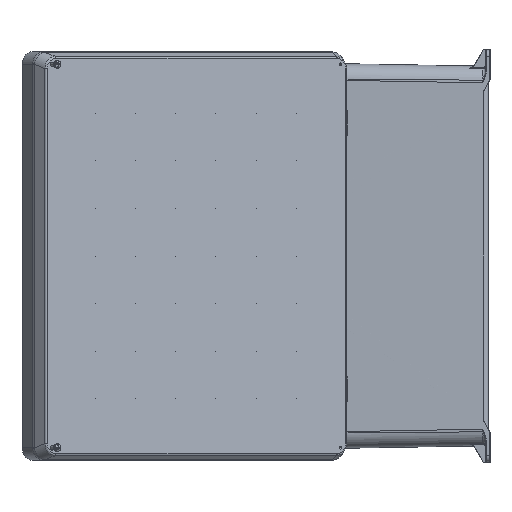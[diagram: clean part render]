
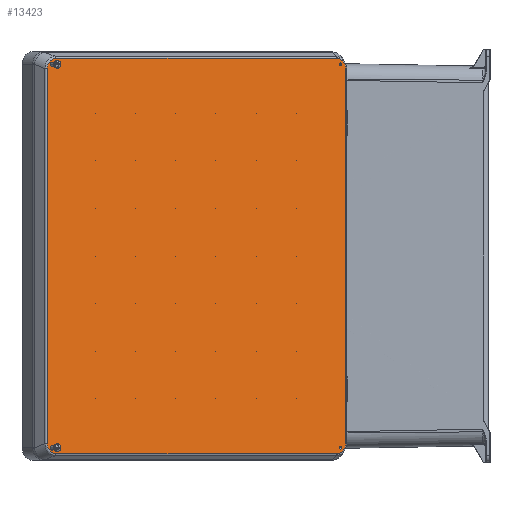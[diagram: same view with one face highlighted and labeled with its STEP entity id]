
A CAD part, left-side view. The second image highlights one B-rep face of the part: STEP entity #13423.
In plain terms, the highlighted face is planar.
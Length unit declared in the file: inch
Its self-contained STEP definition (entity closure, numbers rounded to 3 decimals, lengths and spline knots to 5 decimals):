
#320 = CARTESIAN_POINT ( 'NONE',  ( -8.34292, 0., -0.50629 ) ) ;
#414 = EDGE_CURVE ( 'NONE', #26221, #26221, #3991, .T. ) ;
#449 = AXIS2_PLACEMENT_3D ( 'NONE', #29478, #12808, #32267 ) ;
#545 = VERTEX_POINT ( 'NONE', #16756 ) ;
#1118 = CARTESIAN_POINT ( 'NONE',  ( -8.05906, 0., -0.59843 ) ) ;
#1369 = VECTOR ( 'NONE', #10917, 39.37008 ) ;
#1398 = LINE ( 'NONE', #19216, #1369 ) ;
#1999 = EDGE_LOOP ( 'NONE', ( #31925 ) ) ;
#2345 = ORIENTED_EDGE ( 'NONE', *, *, #7733, .F. ) ;
#2421 = DIRECTION ( 'NONE',  ( 0., -1., 0. ) ) ;
#2698 = CARTESIAN_POINT ( 'NONE',  ( -8.05906, 0., -0.71063 ) ) ;
#3499 = EDGE_CURVE ( 'NONE', #545, #545, #11069, .T. ) ;
#3594 = VERTEX_POINT ( 'NONE', #14697 ) ;
#3991 = CIRCLE ( 'NONE', #14122, 0.1122 ) ;
#4121 = CARTESIAN_POINT ( 'NONE',  ( 8.34292, 0., -18.52487 ) ) ;
#4167 = FACE_BOUND ( 'NONE', #31939, .T. ) ;
#4185 = FACE_BOUND ( 'NONE', #33528, .T. ) ;
#4218 = FACE_BOUND ( 'NONE', #1999, .T. ) ;
#4290 = FACE_BOUND ( 'NONE', #12459, .T. ) ;
#4367 = EDGE_CURVE ( 'NONE', #25263, #34185, #1398, .T. ) ;
#4607 = CIRCLE ( 'NONE', #449, 0.1122 ) ;
#4686 = FACE_OUTER_BOUND ( 'NONE', #18249, .T. ) ;
#5539 = LINE ( 'NONE', #14288, #5911 ) ;
#5911 = VECTOR ( 'NONE', #8855, 39.37008 ) ;
#6214 = CARTESIAN_POINT ( 'NONE',  ( -8.34292, 0., -18.52487 ) ) ;
#6683 = ORIENTED_EDGE ( 'NONE', *, *, #14507, .T. ) ;
#7123 = DIRECTION ( 'NONE',  ( 0., 0., 1. ) ) ;
#7733 = EDGE_CURVE ( 'NONE', #14831, #19836, #35656, .T. ) ;
#8179 = CARTESIAN_POINT ( 'NONE',  ( 8.34292, 0., -0.81219 ) ) ;
#8487 = EDGE_CURVE ( 'NONE', #3594, #3594, #25151, .T. ) ;
#8726 = CARTESIAN_POINT ( 'NONE',  ( -7.86739, 0., -0.31456 ) ) ;
#8855 = DIRECTION ( 'NONE',  ( -1., 0., 0. ) ) ;
#9053 = CARTESIAN_POINT ( 'NONE',  ( -8.15119, 0., -19.0004 ) ) ;
#10141 = CARTESIAN_POINT ( 'NONE',  ( 8.34292, 0., -0.79009 ) ) ;
#10868 = CARTESIAN_POINT ( 'NONE',  ( 7.86739, 0., -19.0004 ) ) ;
#10917 = DIRECTION ( 'NONE',  ( -1., 0., 0. ) ) ;
#11069 = CIRCLE ( 'NONE', #16631, 0.0689 ) ;
#11221 = ORIENTED_EDGE ( 'NONE', *, *, #18842, .F. ) ;
#11970 = VECTOR ( 'NONE', #34880, 39.37008 ) ;
#12001 = LINE ( 'NONE', #15425, #11970 ) ;
#12459 = EDGE_LOOP ( 'NONE', ( #6683 ) ) ;
#12808 = DIRECTION ( 'NONE',  ( 0., 1., 0. ) ) ;
#12916 = CARTESIAN_POINT ( 'NONE',  ( 8.15119, 0., -0.31456 ) ) ;
#13281 = EDGE_CURVE ( 'NONE', #19836, #35320, #5539, .T. ) ;
#13423 = ADVANCED_FACE ( 'NONE', ( #4185, #4218, #4686, #4290, #4167 ), #20915, .F. ) ;
#14122 = AXIS2_PLACEMENT_3D ( 'NONE', #1118, #15088, #22878 ) ;
#14288 = CARTESIAN_POINT ( 'NONE',  ( 0., 0., -19.0004 ) ) ;
#14507 = EDGE_CURVE ( 'NONE', #32351, #32351, #4607, .T. ) ;
#14697 = CARTESIAN_POINT ( 'NONE',  ( 8.05906, 0., -0.66732 ) ) ;
#14831 = VERTEX_POINT ( 'NONE', #22989 ) ;
#15027 = ORIENTED_EDGE ( 'NONE', *, *, #3499, .T. ) ;
#15088 = DIRECTION ( 'NONE',  ( 0., -1., 0. ) ) ;
#15425 = CARTESIAN_POINT ( 'NONE',  ( -8.34292, 0., -0.81219 ) ) ;
#15597 = CARTESIAN_POINT ( 'NONE',  ( 8.05906, 0., -18.71654 ) ) ;
#16089 = VERTEX_POINT ( 'NONE', #25322 ) ;
#16429 = EDGE_CURVE ( 'NONE', #14831, #17704, #18459, .T. ) ;
#16525 = AXIS2_PLACEMENT_3D ( 'NONE', #19025, #2421, #21830 ) ;
#16631 = AXIS2_PLACEMENT_3D ( 'NONE', #15597, #35067, #18369 ) ;
#16756 = CARTESIAN_POINT ( 'NONE',  ( 8.05906, 0., -18.64764 ) ) ;
#16939 = CARTESIAN_POINT ( 'NONE',  ( -8.15119, 0., -0.31456 ) ) ;
#17202 = CARTESIAN_POINT ( 'NONE',  ( 7.86739, 0., -0.31456 ) ) ;
#17704 = VERTEX_POINT ( 'NONE', #20036 ) ;
#18249 = EDGE_LOOP ( 'NONE', ( #22260, #25970, #11221, #20389, #29047, #26671, #2345, #30457 ) ) ;
#18346 = CARTESIAN_POINT ( 'NONE',  ( 8.34292, 0., -0.50629 ) ) ;
#18369 = DIRECTION ( 'NONE',  ( 0., 0., 1. ) ) ;
#18459 = LINE ( 'NONE', #8179, #18517 ) ;
#18517 = VECTOR ( 'NONE', #27594, 39.37008 ) ;
#18842 = EDGE_CURVE ( 'NONE', #34980, #34185, #27813, .T. ) ;
#19025 = CARTESIAN_POINT ( 'NONE',  ( 8.05906, 0., -0.59843 ) ) ;
#19216 = CARTESIAN_POINT ( 'NONE',  ( 0., 0., -0.31456 ) ) ;
#19836 = VERTEX_POINT ( 'NONE', #10868 ) ;
#20036 = CARTESIAN_POINT ( 'NONE',  ( 8.34292, 0., -0.79009 ) ) ;
#20252 = CARTESIAN_POINT ( 'NONE',  ( -8.34292, 0., -0.79009 ) ) ;
#20389 = ORIENTED_EDGE ( 'NONE', *, *, #29580, .F. ) ;
#20915 = PLANE ( 'NONE',  #21338 ) ;
#21338 = AXIS2_PLACEMENT_3D ( 'NONE', #29237, #23780, #7123 ) ;
#21830 = DIRECTION ( 'NONE',  ( 0., 0., -1. ) ) ;
#22260 = ORIENTED_EDGE ( 'NONE', *, *, #23496, .T. ) ;
#22878 = DIRECTION ( 'NONE',  ( 0., 0., -1. ) ) ;
#22989 = CARTESIAN_POINT ( 'NONE',  ( 8.34292, 0., -18.52487 ) ) ;
#23446 = CARTESIAN_POINT ( 'NONE',  ( 8.34292, 0., -18.80867 ) ) ;
#23453 = CARTESIAN_POINT ( 'NONE',  ( -8.05906, 0., -18.60433 ) ) ;
#23496 = EDGE_CURVE ( 'NONE', #17704, #25263, #27009, .T. ) ;
#23558 = CARTESIAN_POINT ( 'NONE',  ( 7.86739, 0., -19.0004 ) ) ;
#23780 = DIRECTION ( 'NONE',  ( 0., 1., 0. ) ) ;
#23837 = ORIENTED_EDGE ( 'NONE', *, *, #414, .F. ) ;
#25151 = CIRCLE ( 'NONE', #16525, 0.0689 ) ;
#25263 = VERTEX_POINT ( 'NONE', #17202 ) ;
#25322 = CARTESIAN_POINT ( 'NONE',  ( -8.34292, 0., -18.52487 ) ) ;
#25363 = CARTESIAN_POINT ( 'NONE',  ( -8.34292, 0., -0.79009 ) ) ;
#25970 = ORIENTED_EDGE ( 'NONE', *, *, #4367, .T. ) ;
#26221 = VERTEX_POINT ( 'NONE', #2698 ) ;
#26671 = ORIENTED_EDGE ( 'NONE', *, *, #13281, .F. ) ;
#27009 =( BOUNDED_CURVE ( )  B_SPLINE_CURVE ( 3, ( #10141, #18346, #12916, #32392 ),
 .UNSPECIFIED., .F., .F. ) 
 B_SPLINE_CURVE_WITH_KNOTS ( ( 4, 4 ),
 ( 2.40401, 3.87917 ),
 .UNSPECIFIED. ) 
 CURVE ( )  GEOMETRIC_REPRESENTATION_ITEM ( )  RATIONAL_B_SPLINE_CURVE ( ( 1., 0.827, 0.827, 1. ) ) 
 REPRESENTATION_ITEM ( '' )  );
#27594 = DIRECTION ( 'NONE',  ( 0., 0., 1. ) ) ;
#27813 =( BOUNDED_CURVE ( )  B_SPLINE_CURVE ( 3, ( #25363, #320, #16939, #8726 ),
 .UNSPECIFIED., .F., .F. ) 
 B_SPLINE_CURVE_WITH_KNOTS ( ( 4, 4 ),
 ( 2.40401, 3.87917 ),
 .UNSPECIFIED. ) 
 CURVE ( )  GEOMETRIC_REPRESENTATION_ITEM ( )  RATIONAL_B_SPLINE_CURVE ( ( 1., 0.827, 0.827, 1. ) ) 
 REPRESENTATION_ITEM ( '' )  );
#28057 =( BOUNDED_CURVE ( )  B_SPLINE_CURVE ( 3, ( #6214, #33853, #9053, #28472 ),
 .UNSPECIFIED., .F., .F. ) 
 B_SPLINE_CURVE_WITH_KNOTS ( ( 4, 4 ),
 ( 2.40401, 3.87917 ),
 .UNSPECIFIED. ) 
 CURVE ( )  GEOMETRIC_REPRESENTATION_ITEM ( )  RATIONAL_B_SPLINE_CURVE ( ( 1., 0.827, 0.827, 1. ) ) 
 REPRESENTATION_ITEM ( '' )  );
#28472 = CARTESIAN_POINT ( 'NONE',  ( -7.86739, 0., -19.0004 ) ) ;
#28929 = CARTESIAN_POINT ( 'NONE',  ( 8.15119, 0., -19.0004 ) ) ;
#29047 = ORIENTED_EDGE ( 'NONE', *, *, #34543, .T. ) ;
#29237 = CARTESIAN_POINT ( 'NONE',  ( 8.65748, 0., 0. ) ) ;
#29478 = CARTESIAN_POINT ( 'NONE',  ( -8.05906, 0., -18.71654 ) ) ;
#29580 = EDGE_CURVE ( 'NONE', #16089, #34980, #12001, .T. ) ;
#30457 = ORIENTED_EDGE ( 'NONE', *, *, #16429, .T. ) ;
#31925 = ORIENTED_EDGE ( 'NONE', *, *, #8487, .F. ) ;
#31939 = EDGE_LOOP ( 'NONE', ( #15027 ) ) ;
#32267 = DIRECTION ( 'NONE',  ( 0., 0., 1. ) ) ;
#32351 = VERTEX_POINT ( 'NONE', #23453 ) ;
#32392 = CARTESIAN_POINT ( 'NONE',  ( 7.86739, 0., -0.31456 ) ) ;
#32825 = CARTESIAN_POINT ( 'NONE',  ( -7.86739, 0., -19.0004 ) ) ;
#33422 = CARTESIAN_POINT ( 'NONE',  ( -7.86739, 0., -0.31456 ) ) ;
#33528 = EDGE_LOOP ( 'NONE', ( #23837 ) ) ;
#33853 = CARTESIAN_POINT ( 'NONE',  ( -8.34292, 0., -18.80867 ) ) ;
#34185 = VERTEX_POINT ( 'NONE', #33422 ) ;
#34543 = EDGE_CURVE ( 'NONE', #16089, #35320, #28057, .T. ) ;
#34880 = DIRECTION ( 'NONE',  ( 0., 0., 1. ) ) ;
#34980 = VERTEX_POINT ( 'NONE', #20252 ) ;
#35067 = DIRECTION ( 'NONE',  ( 0., 1., 0. ) ) ;
#35320 = VERTEX_POINT ( 'NONE', #32825 ) ;
#35656 =( BOUNDED_CURVE ( )  B_SPLINE_CURVE ( 3, ( #4121, #23446, #28929, #23558 ),
 .UNSPECIFIED., .F., .T. ) 
 B_SPLINE_CURVE_WITH_KNOTS ( ( 4, 4 ),
 ( 2.40401, 3.87917 ),
 .UNSPECIFIED. ) 
 CURVE ( )  GEOMETRIC_REPRESENTATION_ITEM ( )  RATIONAL_B_SPLINE_CURVE ( ( 1., 0.827, 0.827, 1. ) ) 
 REPRESENTATION_ITEM ( '' )  );
